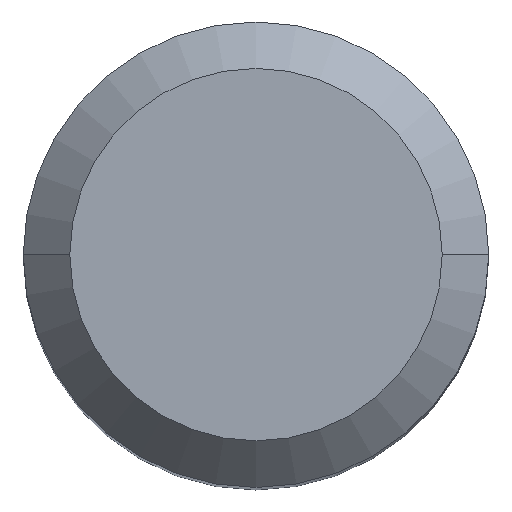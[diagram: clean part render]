
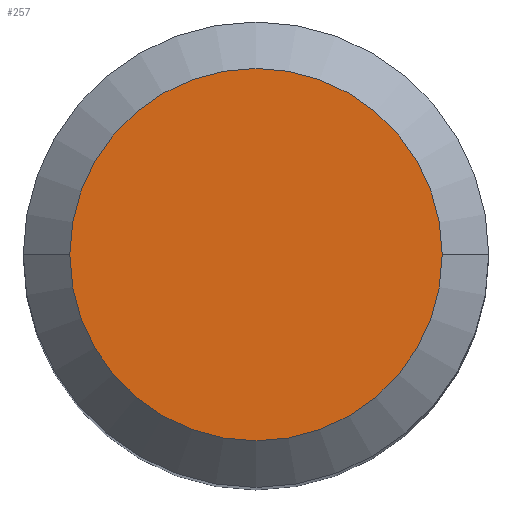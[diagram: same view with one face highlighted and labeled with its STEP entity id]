
A CAD part, top view. The second image highlights one B-rep face of the part: STEP entity #257.
In plain terms, the highlighted planar face has unit normal (0, 0, 1).
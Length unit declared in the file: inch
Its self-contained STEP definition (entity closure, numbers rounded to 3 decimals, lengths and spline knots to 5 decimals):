
#7 = EDGE_CURVE ( 'NONE', #424, #235, #261, .T. ) ;
#9 = AXIS2_PLACEMENT_3D ( 'NONE', #135, #140, #100 ) ;
#46 = ORIENTED_EDGE ( 'NONE', *, *, #7, .T. ) ;
#53 = CARTESIAN_POINT ( 'NONE',  ( 0., 0., 0. ) ) ;
#100 = DIRECTION ( 'NONE',  ( 1., 0., 0. ) ) ;
#135 = CARTESIAN_POINT ( 'NONE',  ( 0., 0., 0. ) ) ;
#140 = DIRECTION ( 'NONE',  ( 0., 0., 1. ) ) ;
#157 = CARTESIAN_POINT ( 'NONE',  ( 0., 0., 0. ) ) ;
#165 = FACE_OUTER_BOUND ( 'NONE', #344, .T. ) ;
#195 = AXIS2_PLACEMENT_3D ( 'NONE', #53, #266, #382 ) ;
#224 = DIRECTION ( 'NONE',  ( 1., 0., 0. ) ) ;
#235 = VERTEX_POINT ( 'NONE', #264 ) ;
#247 = AXIS2_PLACEMENT_3D ( 'NONE', #157, #304, #224 ) ;
#257 = ADVANCED_FACE ( 'NONE', ( #165 ), #315, .F. ) ;
#261 = CIRCLE ( 'NONE', #9, 0.22048 ) ;
#264 = CARTESIAN_POINT ( 'NONE',  ( -0.22048, 0., 0. ) ) ;
#266 = DIRECTION ( 'NONE',  ( 0., 0., -1. ) ) ;
#298 = CIRCLE ( 'NONE', #247, 0.22048 ) ;
#303 = EDGE_CURVE ( 'NONE', #235, #424, #298, .T. ) ;
#304 = DIRECTION ( 'NONE',  ( 0., 0., 1. ) ) ;
#315 = PLANE ( 'NONE',  #195 ) ;
#344 = EDGE_LOOP ( 'NONE', ( #383, #46 ) ) ;
#382 = DIRECTION ( 'NONE',  ( -1., 0., 0. ) ) ;
#383 = ORIENTED_EDGE ( 'NONE', *, *, #303, .T. ) ;
#424 = VERTEX_POINT ( 'NONE', #474 ) ;
#474 = CARTESIAN_POINT ( 'NONE',  ( 0.22048, 0., 0. ) ) ;
